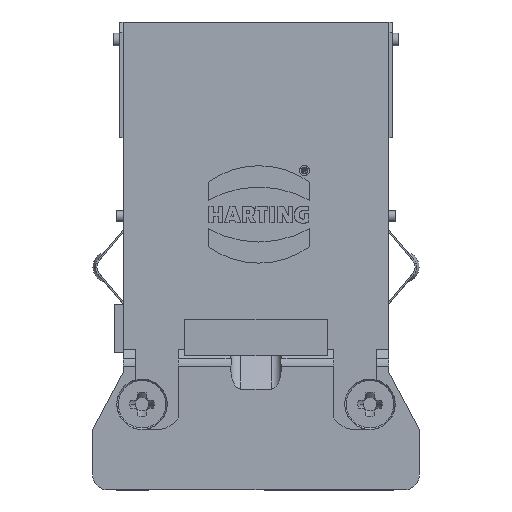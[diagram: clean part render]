
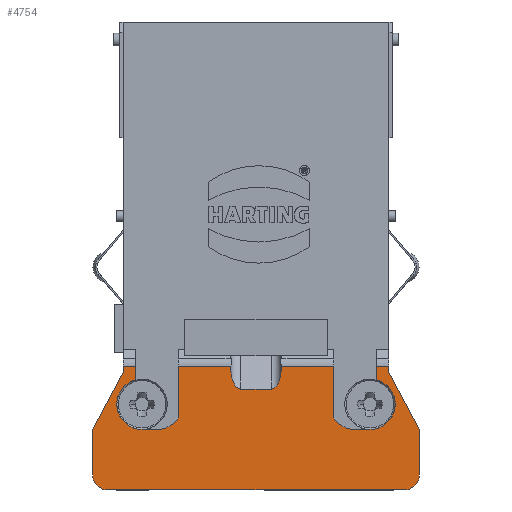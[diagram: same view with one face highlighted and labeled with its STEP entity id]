
A CAD part, front view. The second image highlights one B-rep face of the part: STEP entity #4754.
In plain terms, the highlighted planar face has unit normal (0, -1, 0).
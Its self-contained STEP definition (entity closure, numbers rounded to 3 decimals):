
#1437=ELLIPSE('',#13525,2.,1.);
#1438=ELLIPSE('',#13526,2.,1.);
#2763=LINE('',#20768,#3885);
#2765=LINE('',#20776,#3887);
#2768=LINE('',#20785,#3890);
#2769=LINE('',#20789,#3891);
#2770=LINE('',#20791,#3892);
#2771=LINE('',#20795,#3893);
#2772=LINE('',#20799,#3894);
#2773=LINE('',#20801,#3895);
#2774=LINE('',#20803,#3896);
#2775=LINE('',#20805,#3897);
#2776=LINE('',#20807,#3898);
#2777=LINE('',#20811,#3899);
#2778=LINE('',#20815,#3900);
#2779=LINE('',#20817,#3901);
#2780=LINE('',#20819,#3902);
#2781=LINE('',#20822,#3903);
#2782=LINE('',#20826,#3904);
#2783=LINE('',#20828,#3905);
#3885=VECTOR('',#15672,1.);
#3887=VECTOR('',#15680,1.);
#3890=VECTOR('',#15689,1.);
#3891=VECTOR('',#15692,1.);
#3892=VECTOR('',#15693,1.);
#3893=VECTOR('',#15696,1.);
#3894=VECTOR('',#15699,1.);
#3895=VECTOR('',#15700,1.);
#3896=VECTOR('',#15701,1.);
#3897=VECTOR('',#15702,1.);
#3898=VECTOR('',#15703,1.);
#3899=VECTOR('',#15706,1.);
#3900=VECTOR('',#15709,1.);
#3901=VECTOR('',#15710,1.);
#3902=VECTOR('',#15711,1.);
#3903=VECTOR('',#15714,1.);
#3904=VECTOR('',#15717,1.);
#3905=VECTOR('',#15718,1.);
#4754=ADVANCED_FACE('',(#5670),#5193,.T.);
#5193=PLANE('',#13533);
#5670=FACE_OUTER_BOUND('',#6365,.T.);
#6365=EDGE_LOOP('',(#8424,#8425,#8426,#8427,#8428,#8429,#8430,#8431,#8432,
#8433,#8434,#8435,#8436,#8437,#8438,#8439,#8440,#8441,#8442,#8443,#8444,
#8445,#8446,#8447,#8448,#8449));
#8424=ORIENTED_EDGE('',*,*,#11784,.T.);
#8425=ORIENTED_EDGE('',*,*,#11785,.T.);
#8426=ORIENTED_EDGE('',*,*,#11786,.T.);
#8427=ORIENTED_EDGE('',*,*,#11787,.T.);
#8428=ORIENTED_EDGE('',*,*,#11788,.T.);
#8429=ORIENTED_EDGE('',*,*,#11789,.T.);
#8430=ORIENTED_EDGE('',*,*,#11790,.T.);
#8431=ORIENTED_EDGE('',*,*,#11791,.T.);
#8432=ORIENTED_EDGE('',*,*,#11792,.T.);
#8433=ORIENTED_EDGE('',*,*,#11793,.T.);
#8434=ORIENTED_EDGE('',*,*,#11794,.F.);
#8435=ORIENTED_EDGE('',*,*,#11795,.F.);
#8436=ORIENTED_EDGE('',*,*,#11796,.F.);
#8437=ORIENTED_EDGE('',*,*,#11797,.F.);
#8438=ORIENTED_EDGE('',*,*,#11798,.F.);
#8439=ORIENTED_EDGE('',*,*,#11799,.F.);
#8440=ORIENTED_EDGE('',*,*,#11800,.F.);
#8441=ORIENTED_EDGE('',*,*,#11801,.F.);
#8442=ORIENTED_EDGE('',*,*,#11802,.F.);
#8443=ORIENTED_EDGE('',*,*,#11781,.T.);
#8444=ORIENTED_EDGE('',*,*,#11777,.T.);
#8445=ORIENTED_EDGE('',*,*,#11803,.T.);
#8446=ORIENTED_EDGE('',*,*,#11804,.T.);
#8447=ORIENTED_EDGE('',*,*,#11805,.T.);
#8448=ORIENTED_EDGE('',*,*,#11806,.T.);
#8449=ORIENTED_EDGE('',*,*,#11807,.T.);
#10430=VERTEX_POINT('',#20767);
#10431=VERTEX_POINT('',#20769);
#10433=VERTEX_POINT('',#20774);
#10435=VERTEX_POINT('',#20783);
#10436=VERTEX_POINT('',#20784);
#10437=VERTEX_POINT('',#20786);
#10438=VERTEX_POINT('',#20788);
#10439=VERTEX_POINT('',#20790);
#10440=VERTEX_POINT('',#20792);
#10441=VERTEX_POINT('',#20794);
#10442=VERTEX_POINT('',#20796);
#10443=VERTEX_POINT('',#20798);
#10444=VERTEX_POINT('',#20800);
#10445=VERTEX_POINT('',#20802);
#10446=VERTEX_POINT('',#20804);
#10447=VERTEX_POINT('',#20806);
#10448=VERTEX_POINT('',#20808);
#10449=VERTEX_POINT('',#20810);
#10450=VERTEX_POINT('',#20812);
#10451=VERTEX_POINT('',#20814);
#10452=VERTEX_POINT('',#20816);
#10453=VERTEX_POINT('',#20818);
#10454=VERTEX_POINT('',#20821);
#10455=VERTEX_POINT('',#20823);
#10456=VERTEX_POINT('',#20825);
#10457=VERTEX_POINT('',#20827);
#11777=EDGE_CURVE('',#10431,#10430,#2763,.T.);
#11781=EDGE_CURVE('',#10433,#10431,#2765,.T.);
#11784=EDGE_CURVE('',#10435,#10436,#1437,.T.);
#11785=EDGE_CURVE('',#10436,#10437,#2768,.T.);
#11786=EDGE_CURVE('',#10437,#10438,#1438,.T.);
#11787=EDGE_CURVE('',#10438,#10439,#2769,.T.);
#11788=EDGE_CURVE('',#10439,#10440,#2770,.T.);
#11789=EDGE_CURVE('',#10440,#10441,#12565,.T.);
#11790=EDGE_CURVE('',#10441,#10442,#2771,.T.);
#11791=EDGE_CURVE('',#10442,#10443,#12566,.T.);
#11792=EDGE_CURVE('',#10443,#10444,#2772,.T.);
#11793=EDGE_CURVE('',#10444,#10445,#2773,.T.);
#11794=EDGE_CURVE('',#10446,#10445,#2774,.T.);
#11795=EDGE_CURVE('',#10447,#10446,#2775,.T.);
#11796=EDGE_CURVE('',#10448,#10447,#2776,.T.);
#11797=EDGE_CURVE('',#10449,#10448,#12567,.T.);
#11798=EDGE_CURVE('',#10450,#10449,#2777,.T.);
#11799=EDGE_CURVE('',#10451,#10450,#12568,.T.);
#11800=EDGE_CURVE('',#10452,#10451,#2778,.T.);
#11801=EDGE_CURVE('',#10453,#10452,#2779,.T.);
#11802=EDGE_CURVE('',#10433,#10453,#2780,.T.);
#11803=EDGE_CURVE('',#10430,#10454,#12569,.T.);
#11804=EDGE_CURVE('',#10454,#10455,#2781,.T.);
#11805=EDGE_CURVE('',#10455,#10456,#12570,.T.);
#11806=EDGE_CURVE('',#10456,#10457,#2782,.T.);
#11807=EDGE_CURVE('',#10457,#10435,#2783,.T.);
#12565=CIRCLE('',#13527,2.5);
#12566=CIRCLE('',#13528,2.5);
#12567=CIRCLE('',#13529,1.5);
#12568=CIRCLE('',#13530,1.5);
#12569=CIRCLE('',#13531,2.5);
#12570=CIRCLE('',#13532,2.5);
#13525=AXIS2_PLACEMENT_3D('',#20782,#15687,#15688);
#13526=AXIS2_PLACEMENT_3D('',#20787,#15690,#15691);
#13527=AXIS2_PLACEMENT_3D('',#20793,#15694,#15695);
#13528=AXIS2_PLACEMENT_3D('',#20797,#15697,#15698);
#13529=AXIS2_PLACEMENT_3D('',#20809,#15704,#15705);
#13530=AXIS2_PLACEMENT_3D('',#20813,#15707,#15708);
#13531=AXIS2_PLACEMENT_3D('',#20820,#15712,#15713);
#13532=AXIS2_PLACEMENT_3D('',#20824,#15715,#15716);
#13533=AXIS2_PLACEMENT_3D('',#20829,#15719,#15720);
#15672=DIRECTION('',(0.,0.,-1.));
#15680=DIRECTION('',(-1.,0.,0.));
#15687=DIRECTION('',(0.,1.,0.));
#15688=DIRECTION('',(0.,0.,-1.));
#15689=DIRECTION('',(-1.,0.,0.));
#15690=DIRECTION('',(0.,1.,0.));
#15691=DIRECTION('',(0.,0.,-1.));
#15692=DIRECTION('',(-1.,0.,0.));
#15693=DIRECTION('',(0.,0.,-1.));
#15694=DIRECTION('',(0.,1.,0.));
#15695=DIRECTION('',(0.84,0.,-0.543));
#15696=DIRECTION('',(-1.,0.,0.));
#15697=DIRECTION('',(0.,1.,0.));
#15698=DIRECTION('',(0.,0.,-1.));
#15699=DIRECTION('',(0.,0.,1.));
#15700=DIRECTION('',(-1.,0.,0.));
#15701=DIRECTION('',(0.,0.,1.));
#15702=DIRECTION('',(0.469,0.,0.883));
#15703=DIRECTION('',(0.,0.,1.));
#15704=DIRECTION('',(0.,1.,0.));
#15705=DIRECTION('',(0.,0.,-1.));
#15706=DIRECTION('',(-1.,0.,0.));
#15707=DIRECTION('',(0.,1.,0.));
#15708=DIRECTION('',(0.,0.,-1.));
#15709=DIRECTION('',(0.,0.,-1.));
#15710=DIRECTION('',(0.469,0.,-0.883));
#15711=DIRECTION('',(0.,0.,-1.));
#15712=DIRECTION('',(0.,1.,0.));
#15713=DIRECTION('',(0.24,0.,0.971));
#15714=DIRECTION('',(-1.,0.,0.));
#15715=DIRECTION('',(0.,1.,0.));
#15716=DIRECTION('',(0.,0.,-1.));
#15717=DIRECTION('',(0.,0.,1.));
#15718=DIRECTION('',(-1.,0.,0.));
#15719=DIRECTION('',(0.,-1.,0.));
#15720=DIRECTION('',(1.,0.,0.));
#20767=CARTESIAN_POINT('',(11.9,-6.95,10.927));
#20768=CARTESIAN_POINT('',(11.9,-6.95,12.286));
#20769=CARTESIAN_POINT('',(11.9,-6.95,12.286));
#20774=CARTESIAN_POINT('',(13.175,-6.95,12.286));
#20776=CARTESIAN_POINT('',(12.675,-6.95,12.286));
#20782=CARTESIAN_POINT('',(1.5,-6.95,12.009));
#20783=CARTESIAN_POINT('',(2.49,-6.95,12.286));
#20784=CARTESIAN_POINT('',(1.5,-6.95,10.009));
#20785=CARTESIAN_POINT('',(-1.5,-6.95,10.009));
#20786=CARTESIAN_POINT('',(-1.5,-6.95,10.009));
#20787=CARTESIAN_POINT('',(-1.5,-6.95,12.009));
#20788=CARTESIAN_POINT('',(-2.49,-6.95,12.286));
#20789=CARTESIAN_POINT('',(-2.794,-6.95,12.286));
#20790=CARTESIAN_POINT('',(-7.7,-6.95,12.286));
#20791=CARTESIAN_POINT('',(-7.7,-6.95,12.286));
#20792=CARTESIAN_POINT('',(-7.7,-6.95,7.144));
#20793=CARTESIAN_POINT('',(-9.8,-6.95,8.5));
#20794=CARTESIAN_POINT('',(-9.8,-6.95,6.));
#20795=CARTESIAN_POINT('',(-9.8,-6.95,6.));
#20796=CARTESIAN_POINT('',(-11.3,-6.95,6.));
#20797=CARTESIAN_POINT('',(-11.3,-6.95,8.5));
#20798=CARTESIAN_POINT('',(-11.9,-6.95,10.927));
#20799=CARTESIAN_POINT('',(-11.9,-6.95,10.927));
#20800=CARTESIAN_POINT('',(-11.9,-6.95,12.286));
#20801=CARTESIAN_POINT('',(-11.9,-6.95,12.286));
#20802=CARTESIAN_POINT('',(-13.175,-6.95,12.286));
#20803=CARTESIAN_POINT('',(-13.175,-6.95,46.6));
#20804=CARTESIAN_POINT('',(-13.175,-6.95,11.689));
#20805=CARTESIAN_POINT('',(-13.081,-6.95,11.866));
#20806=CARTESIAN_POINT('',(-16.2,-6.95,6.));
#20807=CARTESIAN_POINT('',(-16.2,-6.95,6.2));
#20808=CARTESIAN_POINT('',(-16.2,-6.95,1.5));
#20809=CARTESIAN_POINT('',(-14.7,-6.95,1.5));
#20810=CARTESIAN_POINT('',(-14.7,-6.95,0.));
#20811=CARTESIAN_POINT('',(-14.9,-6.95,0.));
#20812=CARTESIAN_POINT('',(14.7,-6.95,0.));
#20813=CARTESIAN_POINT('',(14.7,-6.95,1.5));
#20814=CARTESIAN_POINT('',(16.2,-6.95,1.5));
#20815=CARTESIAN_POINT('',(16.2,-6.95,1.3));
#20816=CARTESIAN_POINT('',(16.2,-6.95,6.));
#20817=CARTESIAN_POINT('',(16.294,-6.95,5.823));
#20818=CARTESIAN_POINT('',(13.175,-6.95,11.689));
#20819=CARTESIAN_POINT('',(13.175,-6.95,46.6));
#20820=CARTESIAN_POINT('',(11.3,-6.95,8.5));
#20821=CARTESIAN_POINT('',(11.3,-6.95,6.));
#20822=CARTESIAN_POINT('',(11.3,-6.95,6.));
#20823=CARTESIAN_POINT('',(9.8,-6.95,6.));
#20824=CARTESIAN_POINT('',(9.8,-6.95,8.5));
#20825=CARTESIAN_POINT('',(7.7,-6.95,7.144));
#20826=CARTESIAN_POINT('',(7.7,-6.95,7.144));
#20827=CARTESIAN_POINT('',(7.7,-6.95,12.286));
#20828=CARTESIAN_POINT('',(7.7,-6.95,12.286));
#20829=CARTESIAN_POINT('',(-17.82,-6.95,-0.635));
